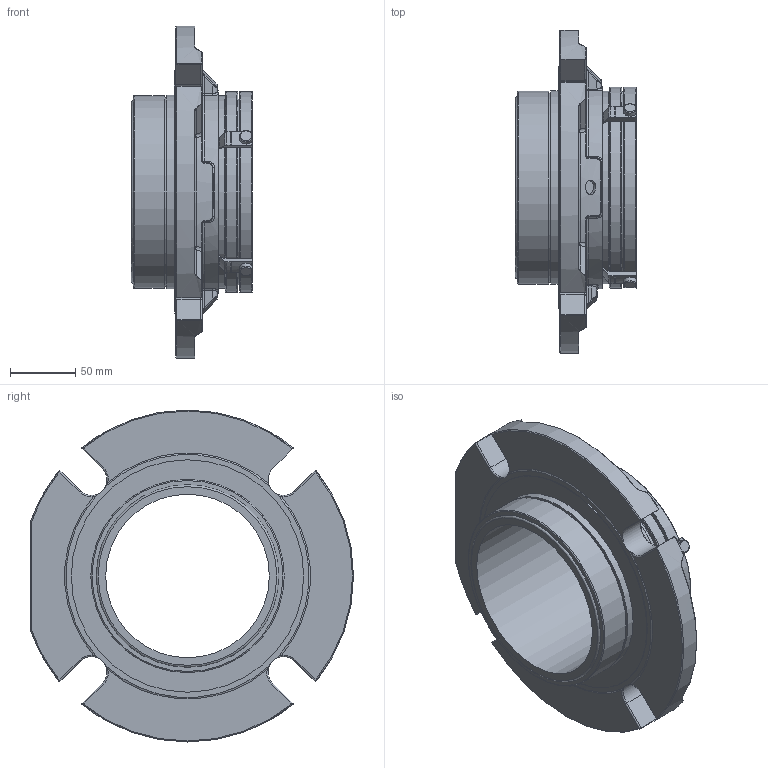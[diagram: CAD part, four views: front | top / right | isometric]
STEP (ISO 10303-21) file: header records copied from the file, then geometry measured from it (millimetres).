
FILE_DESCRIPTION(/* description */ ('Unknown'),/* implementation_level */ '2;1');
FILE_NAME(/* name */ '125MM',/* time_stamp */ '2023-02-07T12:25:50+00:00',/* author */ ('Unknown'),/* organization */ ('Unknown'),/* preprocessor_version */ 'ST-DEVELOPER v16.7',/* originating_system */ 'Solid Edge',/* authorisation */ 'Unknown');
FILE_SCHEMA (('AUTOMOTIVE_DESIGN {1 0 10303 214 3 1 1}'));
Length unit declared in the file: millimetre
Products named in the file (1): 125MM
Bounding box: 92.58 x 246.87 x 253.75 mm (x, y, z)
Volume: 1057528.5 mm3; surface area: 181524.8 mm2
Topology: 1 solids, 1 shells, 626 faces, 1578 edges, 988 vertices
Faces by surface type: plane 201, cylinder 178, bspline 98, torus 89, sphere 39, cone 21
Full cylindrical faces by diameter (mm): 3.761 x1, 9.99 x4, 10.998 x2, 125 x1, 130.019 x1, 132.963 x1, 139.535 x1, 141.54 x1, 144.407 x1, 147.376 x1, 147.477 x1, 147.807 x1, 153.669 x1, 177.622 x1
Entity records: 21659 total; most frequent: CARTESIAN_POINT 7686, ORIENTED_EDGE 3040, DIRECTION 2682, EDGE_CURVE 1520, AXIS2_PLACEMENT_3D 1076, VERTEX_POINT 970, EDGE_LOOP 710, FACE_BOUND 710
